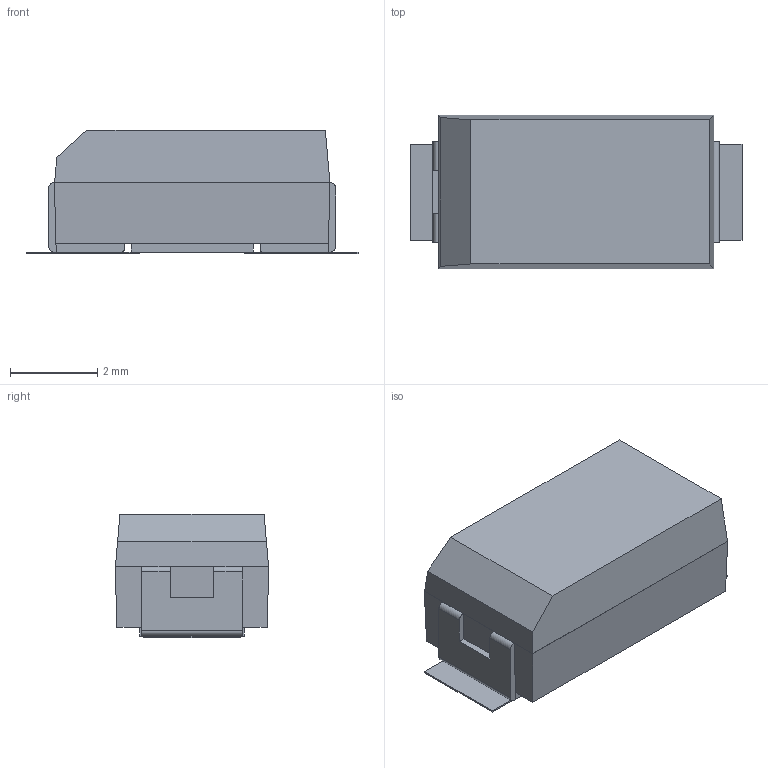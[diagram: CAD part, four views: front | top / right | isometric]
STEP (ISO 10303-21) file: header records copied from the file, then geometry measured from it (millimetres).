
FILE_DESCRIPTION (( 'STEP AP214' ), '1' );
FILE_NAME ('SOC-60312071710179188.step', '2006-12-07T22:10:21', ( 'SysAdmin' ), ( 'SolidWorks' ), 'SwSTEP 2.0', 'SolidWorks 2007', '' );
FILE_SCHEMA (( 'AUTOMOTIVE_DESIGN' ));
Length unit declared in the file: inch
Products named in the file (1): SOC-60312071710179188
Bounding box: 7.6 x 3.51 x 2.83 mm (x, y, z)
Volume: 59.1 mm3; surface area: 105.8 mm2
Topology: 1 solids, 1 shells, 60 faces, 162 edges, 102 vertices
Faces by surface type: plane 53, cylinder 7
Entity records: 2651 total; most frequent: CARTESIAN_POINT 325, ORIENTED_EDGE 324, DIRECTION 298, EDGE_CURVE 162, LINE 148, VECTOR 148, VERTEX_POINT 102, AXIS2_PLACEMENT_3D 75
